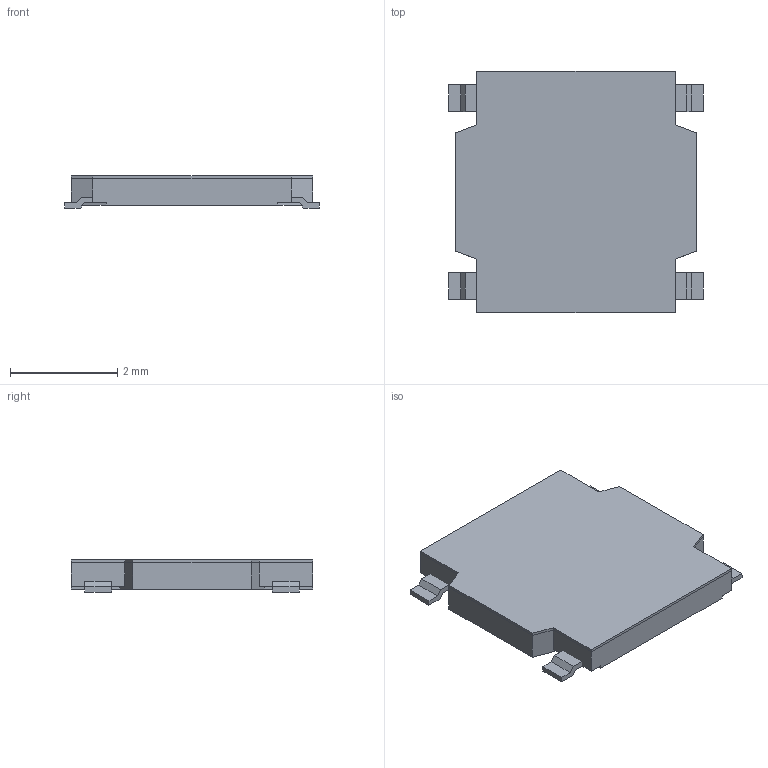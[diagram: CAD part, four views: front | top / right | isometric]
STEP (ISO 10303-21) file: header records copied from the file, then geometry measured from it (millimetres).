
FILE_DESCRIPTION((''),'2;1');
FILE_NAME('TL3315NFxxxQ.stp','2011-03-10T10:24:49',('blarson'),(''),'Autodesk Inventor 11','Autodesk Inventor 11','');
FILE_SCHEMA(('AUTOMOTIVE_DESIGN { 1 0 10303 214 1 1 1 1 }'));
Length unit declared in the file: millimetre
Products named in the file (5): P010337; TL3315 Housing; TL3315 TERMINALS; TL3315 DOME; TL3315 TAPE
Assembly tree (4 placements, depth 2):
  P010337
    TL3315 Housing
    TL3315 TERMINALS
    TL3315 DOME
    TL3315 TAPE
Bounding box: 4.75 x 4.5 x 0.6 mm (x, y, z)
Volume: 8.4 mm3; surface area: 135.4 mm2
Topology: 5 solids, 5 shells, 147 faces, 394 edges, 262 vertices
Faces by surface type: plane 119, cylinder 25, cone 1, sphere 1, bspline 1
Full cylindrical faces by diameter (mm): 1.5 x1
Entity records: 4692 total; most frequent: CARTESIAN_POINT 818, ORIENTED_EDGE 784, DIRECTION 758, EDGE_CURVE 392, VECTOR 336, LINE 336, VERTEX_POINT 262, AXIS2_PLACEMENT_3D 211
